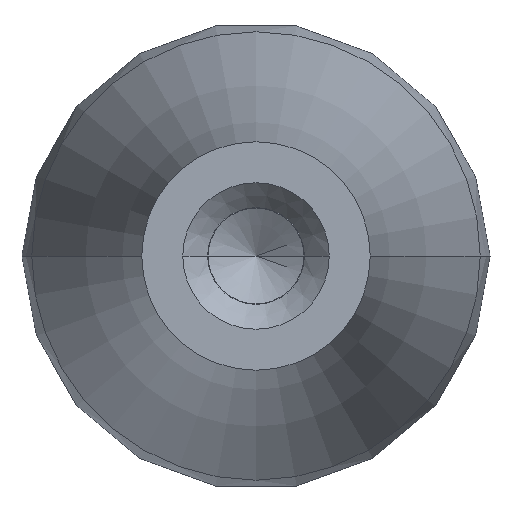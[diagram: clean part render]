
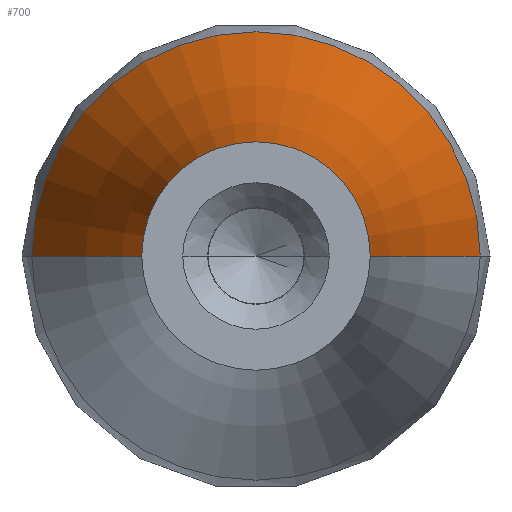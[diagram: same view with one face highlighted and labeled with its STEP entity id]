
A CAD part, front view. The second image highlights one B-rep face of the part: STEP entity #700.
In plain terms, the highlighted toroidal (fillet/blend) face has major radius 83.786 mm and minor radius 79.999 mm.
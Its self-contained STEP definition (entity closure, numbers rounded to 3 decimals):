
#210=CARTESIAN_POINT('',(0.,-22.,0.));
#220=DIRECTION('',(0.,1.,0.));
#230=DIRECTION('',(1.,0.,0.));
#240=AXIS2_PLACEMENT_3D('',#210,#220,#230);
#250=CIRCLE('',#240,3.9);
#260=CARTESIAN_POINT('',(3.9,-22.,0.));
#270=VERTEX_POINT('',#260);
#280=CARTESIAN_POINT('',(-3.9,-22.,0.));
#290=VERTEX_POINT('',#280);
#320=EDGE_CURVE('',#290,#270,#250,.T.);
#370=CARTESIAN_POINT('',(0.,-26.252,0.));
#380=DIRECTION('',(0.,1.,0.));
#390=DIRECTION('',(1.,0.,0.));
#400=AXIS2_PLACEMENT_3D('',#370,#380,#390);
#410=TOROIDAL_SURFACE('',#400,83.786,79.999);
#420=CARTESIAN_POINT('',(83.786,-26.252,0.));
#430=DIRECTION('',(0.,0.,-1.));
#440=DIRECTION('',(1.,0.,0.));
#450=AXIS2_PLACEMENT_3D('',#420,#430,#440);
#460=CIRCLE('',#450,79.999);
#470=CARTESIAN_POINT('',(7.655,-1.678,0.));
#480=VERTEX_POINT('',#470);
#490=EDGE_CURVE('',#270,#480,#460,.T.);
#500=ORIENTED_EDGE('',*,*,#490,.T.);
#510=ORIENTED_EDGE('',*,*,#320,.T.);
#520=CARTESIAN_POINT('',(-83.786,-26.252,0.));
#530=DIRECTION('',(0.,0.,1.));
#540=DIRECTION('',(-1.,0.,0.));
#550=AXIS2_PLACEMENT_3D('',#520,#530,#540);
#560=CIRCLE('',#550,79.999);
#570=CARTESIAN_POINT('',(-7.655,-1.678,0.));
#580=VERTEX_POINT('',#570);
#590=EDGE_CURVE('',#290,#580,#560,.T.);
#600=ORIENTED_EDGE('',*,*,#590,.F.);
#610=CARTESIAN_POINT('',(0.,-1.678,0.));
#620=DIRECTION('',(0.,1.,0.));
#630=DIRECTION('',(1.,0.,0.));
#640=AXIS2_PLACEMENT_3D('',#610,#620,#630);
#650=CIRCLE('',#640,7.655);
#660=EDGE_CURVE('',#580,#480,#650,.T.);
#670=ORIENTED_EDGE('',*,*,#660,.F.);
#680=EDGE_LOOP('',(#670,#600,#510,#500));
#690=FACE_OUTER_BOUND('',#680,.T.);
#700=ADVANCED_FACE('',(#690),#410,.F.);
